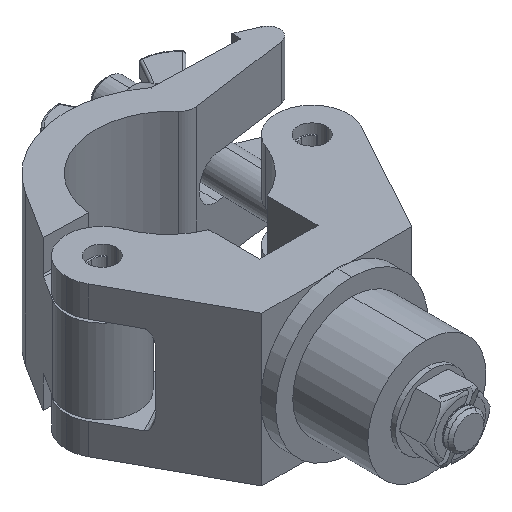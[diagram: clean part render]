
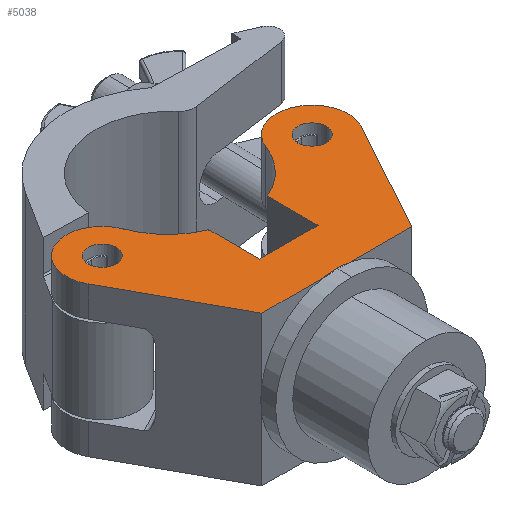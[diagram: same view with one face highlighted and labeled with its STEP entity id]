
A CAD part, isometric view. The second image highlights one B-rep face of the part: STEP entity #5038.
In plain terms, the highlighted planar face has unit normal (0, 0, 1).
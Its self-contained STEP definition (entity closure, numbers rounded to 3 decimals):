
#674 = DIRECTION ( 'NONE',  ( 0., 0., 1. ) ) ;
#1065 = FACE_OUTER_BOUND ( 'NONE', #10684, .T. ) ;
#1227 = AXIS2_PLACEMENT_3D ( 'NONE', #7518, #1404, #8805 ) ;
#1319 = PLANE ( 'NONE',  #10619 ) ;
#1360 = EDGE_CURVE ( 'NONE', #4732, #8452, #5004, .T. ) ;
#1404 = DIRECTION ( 'NONE',  ( 0., 0., -1. ) ) ;
#1502 = CARTESIAN_POINT ( 'NONE',  ( 39.75, 43.22, 24.95 ) ) ;
#1872 = DIRECTION ( 'NONE',  ( 0., 0., 1. ) ) ;
#1960 = AXIS2_PLACEMENT_3D ( 'NONE', #11759, #7936, #12744 ) ;
#1970 = EDGE_CURVE ( 'NONE', #11476, #5177, #11017, .T. ) ;
#2118 = DIRECTION ( 'NONE',  ( 0., 0., -1. ) ) ;
#2165 = DIRECTION ( 'NONE',  ( -1., 0., 0. ) ) ;
#2329 = AXIS2_PLACEMENT_3D ( 'NONE', #9939, #10923, #3596 ) ;
#2425 = ORIENTED_EDGE ( 'NONE', *, *, #14169, .T. ) ;
#2548 = CARTESIAN_POINT ( 'NONE',  ( -47., 43.22, 24.95 ) ) ;
#2637 = ORIENTED_EDGE ( 'NONE', *, *, #1360, .F. ) ;
#3042 = AXIS2_PLACEMENT_3D ( 'NONE', #6982, #674, #4390 ) ;
#3266 = DIRECTION ( 'NONE',  ( 1., 0., 0. ) ) ;
#3353 = VERTEX_POINT ( 'NONE', #9047 ) ;
#3596 = DIRECTION ( 'NONE',  ( -1., 0., 0. ) ) ;
#3727 = CIRCLE ( 'NONE', #8087, 12. ) ;
#4035 = CARTESIAN_POINT ( 'NONE',  ( 35., 43.22, 24.95 ) ) ;
#4148 = ORIENTED_EDGE ( 'NONE', *, *, #12718, .T. ) ;
#4259 = DIRECTION ( 'NONE',  ( 0., 1., 0. ) ) ;
#4390 = DIRECTION ( 'NONE',  ( -1., 0., 0. ) ) ;
#4489 = CARTESIAN_POINT ( 'NONE',  ( -23.77, 47.449, 24.95 ) ) ;
#4548 = CIRCLE ( 'NONE', #1227, 25.4 ) ;
#4572 = VECTOR ( 'NONE', #4259, 1000. ) ;
#4732 = VERTEX_POINT ( 'NONE', #1502 ) ;
#4907 = EDGE_LOOP ( 'NONE', ( #11042, #6580 ) ) ;
#5004 = CIRCLE ( 'NONE', #9801, 4.75 ) ;
#5038 = ADVANCED_FACE ( 'NONE', ( #5651, #1065, #14775 ), #1319, .T. ) ;
#5176 = CARTESIAN_POINT ( 'NONE',  ( 45.524, 37.453, 24.95 ) ) ;
#5177 = VERTEX_POINT ( 'NONE', #14912 ) ;
#5346 = LINE ( 'NONE', #12585, #13345 ) ;
#5565 = DIRECTION ( 'NONE',  ( 0., 0., 1. ) ) ;
#5620 = EDGE_CURVE ( 'NONE', #6991, #10909, #15705, .T. ) ;
#5651 = FACE_BOUND ( 'NONE', #9887, .T. ) ;
#5727 = CARTESIAN_POINT ( 'NONE',  ( 25., 0., 24.95 ) ) ;
#5861 = DIRECTION ( 'NONE',  ( 0., 0., 1. ) ) ;
#5886 = CARTESIAN_POINT ( 'NONE',  ( -39.75, 43.22, 24.95 ) ) ;
#6121 = VERTEX_POINT ( 'NONE', #2548 ) ;
#6286 = EDGE_CURVE ( 'NONE', #12888, #14592, #6464, .T. ) ;
#6455 = CARTESIAN_POINT ( 'NONE',  ( 30.25, 43.22, 24.95 ) ) ;
#6464 = LINE ( 'NONE', #13941, #4572 ) ;
#6553 = ORIENTED_EDGE ( 'NONE', *, *, #15298, .T. ) ;
#6580 = ORIENTED_EDGE ( 'NONE', *, *, #10661, .F. ) ;
#6630 = VECTOR ( 'NONE', #6649, 1000. ) ;
#6649 = DIRECTION ( 'NONE',  ( 1., 0., 0. ) ) ;
#6982 = CARTESIAN_POINT ( 'NONE',  ( -35., 43.22, 24.95 ) ) ;
#6991 = VERTEX_POINT ( 'NONE', #5727 ) ;
#7372 = VERTEX_POINT ( 'NONE', #11526 ) ;
#7406 = CARTESIAN_POINT ( 'NONE',  ( 9.725, 16., 24.95 ) ) ;
#7417 = EDGE_CURVE ( 'NONE', #10052, #6991, #15558, .T. ) ;
#7518 = CARTESIAN_POINT ( 'NONE',  ( 0., 56.402, 24.95 ) ) ;
#7531 = ORIENTED_EDGE ( 'NONE', *, *, #1970, .T. ) ;
#7625 = VERTEX_POINT ( 'NONE', #7406 ) ;
#7936 = DIRECTION ( 'NONE',  ( 0., 0., 1. ) ) ;
#8012 = DIRECTION ( 'NONE',  ( 1., 0., 0. ) ) ;
#8087 = AXIS2_PLACEMENT_3D ( 'NONE', #14106, #1872, #8095 ) ;
#8095 = DIRECTION ( 'NONE',  ( 1., 0., 0. ) ) ;
#8325 = DIRECTION ( 'NONE',  ( 1., 0., 0. ) ) ;
#8331 = VERTEX_POINT ( 'NONE', #5886 ) ;
#8443 = EDGE_CURVE ( 'NONE', #14199, #6121, #15620, .T. ) ;
#8452 = VERTEX_POINT ( 'NONE', #6455 ) ;
#8629 = EDGE_CURVE ( 'NONE', #7625, #12888, #14647, .T. ) ;
#8799 = DIRECTION ( 'NONE',  ( 0.481, -0.877, 0. ) ) ;
#8805 = DIRECTION ( 'NONE',  ( -1., 0., 0. ) ) ;
#8910 = EDGE_CURVE ( 'NONE', #5177, #7625, #14656, .T. ) ;
#9047 = CARTESIAN_POINT ( 'NONE',  ( -30.25, 43.22, 24.95 ) ) ;
#9060 = CARTESIAN_POINT ( 'NONE',  ( -9.725, 16., 24.95 ) ) ;
#9248 = VECTOR ( 'NONE', #12406, 1000. ) ;
#9261 = CARTESIAN_POINT ( 'NONE',  ( 23.77, 47.449, 24.95 ) ) ;
#9335 = ORIENTED_EDGE ( 'NONE', *, *, #8910, .T. ) ;
#9401 = CARTESIAN_POINT ( 'NONE',  ( 0., 56.402, 24.95 ) ) ;
#9516 = ORIENTED_EDGE ( 'NONE', *, *, #6286, .T. ) ;
#9652 = CIRCLE ( 'NONE', #10141, 12. ) ;
#9801 = AXIS2_PLACEMENT_3D ( 'NONE', #15451, #15395, #8325 ) ;
#9887 = EDGE_LOOP ( 'NONE', ( #13707, #2637 ) ) ;
#9939 = CARTESIAN_POINT ( 'NONE',  ( -35., 43.22, 24.95 ) ) ;
#10052 = VERTEX_POINT ( 'NONE', #10070 ) ;
#10070 = CARTESIAN_POINT ( 'NONE',  ( -25., 0., 24.95 ) ) ;
#10141 = AXIS2_PLACEMENT_3D ( 'NONE', #10742, #5861, #10689 ) ;
#10311 = ORIENTED_EDGE ( 'NONE', *, *, #12966, .T. ) ;
#10359 = EDGE_CURVE ( 'NONE', #8452, #4732, #10828, .T. ) ;
#10431 = CARTESIAN_POINT ( 'NONE',  ( 35., 43.22, 24.95 ) ) ;
#10528 = VECTOR ( 'NONE', #2165, 1000. ) ;
#10568 = DIRECTION ( 'NONE',  ( 0., -1., 0. ) ) ;
#10619 = AXIS2_PLACEMENT_3D ( 'NONE', #4035, #13785, #15119 ) ;
#10661 = EDGE_CURVE ( 'NONE', #3353, #8331, #12500, .T. ) ;
#10684 = EDGE_LOOP ( 'NONE', ( #14058, #2425, #7531, #9335, #13233, #9516, #4148, #15415, #10311, #6553, #12751 ) ) ;
#10689 = DIRECTION ( 'NONE',  ( -1., 0., 0. ) ) ;
#10742 = CARTESIAN_POINT ( 'NONE',  ( -35., 43.22, 24.95 ) ) ;
#10828 = CIRCLE ( 'NONE', #11019, 4.75 ) ;
#10909 = VERTEX_POINT ( 'NONE', #5176 ) ;
#10923 = DIRECTION ( 'NONE',  ( 0., 0., 1. ) ) ;
#11017 = CIRCLE ( 'NONE', #12197, 25.4 ) ;
#11019 = AXIS2_PLACEMENT_3D ( 'NONE', #10431, #5565, #8012 ) ;
#11042 = ORIENTED_EDGE ( 'NONE', *, *, #12905, .F. ) ;
#11230 = CARTESIAN_POINT ( 'NONE',  ( 25., 0., 24.95 ) ) ;
#11476 = VERTEX_POINT ( 'NONE', #9261 ) ;
#11526 = CARTESIAN_POINT ( 'NONE',  ( -45.524, 37.453, 24.95 ) ) ;
#11759 = CARTESIAN_POINT ( 'NONE',  ( -35., 43.22, 24.95 ) ) ;
#11790 = CIRCLE ( 'NONE', #1960, 4.75 ) ;
#11809 = CARTESIAN_POINT ( 'NONE',  ( 9.725, 16., 24.95 ) ) ;
#12197 = AXIS2_PLACEMENT_3D ( 'NONE', #9401, #2118, #3266 ) ;
#12406 = DIRECTION ( 'NONE',  ( 0.481, 0.877, 0. ) ) ;
#12500 = CIRCLE ( 'NONE', #3042, 4.75 ) ;
#12585 = CARTESIAN_POINT ( 'NONE',  ( -25., 0., 24.95 ) ) ;
#12718 = EDGE_CURVE ( 'NONE', #14592, #14199, #4548, .T. ) ;
#12744 = DIRECTION ( 'NONE',  ( -1., 0., 0. ) ) ;
#12751 = ORIENTED_EDGE ( 'NONE', *, *, #7417, .T. ) ;
#12888 = VERTEX_POINT ( 'NONE', #9060 ) ;
#12905 = EDGE_CURVE ( 'NONE', #8331, #3353, #11790, .T. ) ;
#12966 = EDGE_CURVE ( 'NONE', #6121, #7372, #9652, .T. ) ;
#13233 = ORIENTED_EDGE ( 'NONE', *, *, #8629, .T. ) ;
#13345 = VECTOR ( 'NONE', #8799, 1000. ) ;
#13707 = ORIENTED_EDGE ( 'NONE', *, *, #10359, .F. ) ;
#13785 = DIRECTION ( 'NONE',  ( 0., 0., 1. ) ) ;
#13941 = CARTESIAN_POINT ( 'NONE',  ( -9.725, 16., 24.95 ) ) ;
#14058 = ORIENTED_EDGE ( 'NONE', *, *, #5620, .T. ) ;
#14106 = CARTESIAN_POINT ( 'NONE',  ( 35., 43.22, 24.95 ) ) ;
#14169 = EDGE_CURVE ( 'NONE', #10909, #11476, #3727, .T. ) ;
#14199 = VERTEX_POINT ( 'NONE', #4489 ) ;
#14472 = VECTOR ( 'NONE', #10568, 1000. ) ;
#14592 = VERTEX_POINT ( 'NONE', #14833 ) ;
#14647 = LINE ( 'NONE', #15496, #10528 ) ;
#14656 = LINE ( 'NONE', #11809, #14472 ) ;
#14775 = FACE_BOUND ( 'NONE', #4907, .T. ) ;
#14833 = CARTESIAN_POINT ( 'NONE',  ( -9.725, 32.937, 24.95 ) ) ;
#14912 = CARTESIAN_POINT ( 'NONE',  ( 9.725, 32.937, 24.95 ) ) ;
#15084 = CARTESIAN_POINT ( 'NONE',  ( -25., 0., 24.95 ) ) ;
#15119 = DIRECTION ( 'NONE',  ( 1., 0., 0. ) ) ;
#15298 = EDGE_CURVE ( 'NONE', #7372, #10052, #5346, .T. ) ;
#15395 = DIRECTION ( 'NONE',  ( 0., 0., 1. ) ) ;
#15415 = ORIENTED_EDGE ( 'NONE', *, *, #8443, .T. ) ;
#15451 = CARTESIAN_POINT ( 'NONE',  ( 35., 43.22, 24.95 ) ) ;
#15496 = CARTESIAN_POINT ( 'NONE',  ( -9.725, 16., 24.95 ) ) ;
#15558 = LINE ( 'NONE', #15084, #6630 ) ;
#15620 = CIRCLE ( 'NONE', #2329, 12. ) ;
#15705 = LINE ( 'NONE', #11230, #9248 ) ;
